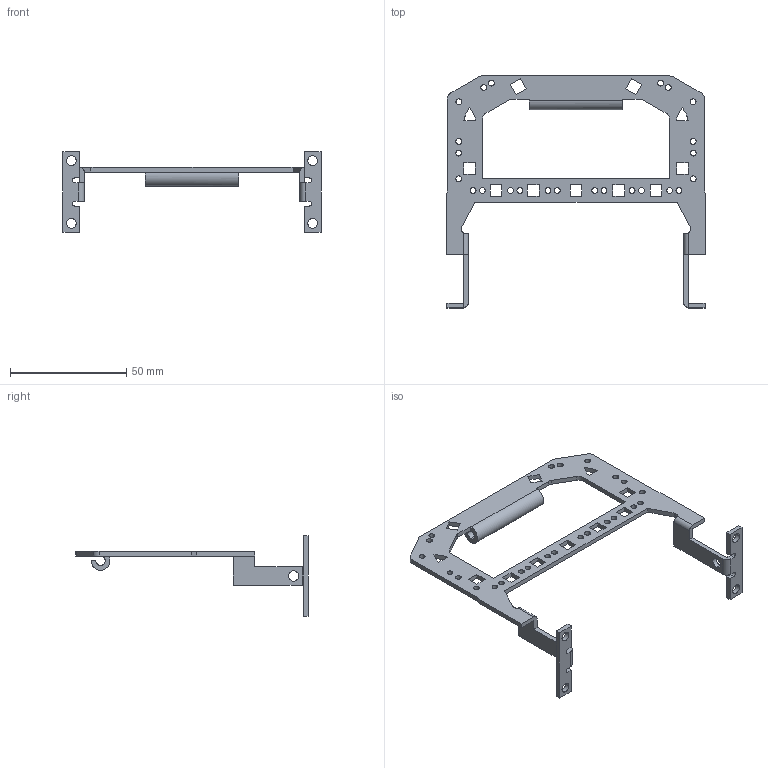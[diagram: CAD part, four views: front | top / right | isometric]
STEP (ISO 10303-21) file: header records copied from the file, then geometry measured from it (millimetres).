
FILE_DESCRIPTION (( 'STEP AP203' ), '1' );
FILE_NAME ('GB-24B.STP', '2017-08-16T12:47:45', ( '微软用户' ), ( '微软中国' ), 'SwSTEP 2.0', 'SolidWorks 2012', '' );
FILE_SCHEMA (( 'CONFIG_CONTROL_DESIGN' ));
Length unit declared in the file: millimetre
Products named in the file (1): GB-24B
Bounding box: 111.8 x 100 x 34.5 mm (x, y, z)
Volume: 9759.3 mm3; surface area: 12591.4 mm2
Topology: 1 solids, 1 shells, 190 faces, 572 edges, 384 vertices
Faces by surface type: plane 98, cylinder 92
Entity records: 7578 total; most frequent: CARTESIAN_POINT 2458, ORIENTED_EDGE 1144, DIRECTION 859, EDGE_CURVE 572, VERTEX_POINT 384, LINE 301, VECTOR 301, AXIS2_PLACEMENT_3D 279
